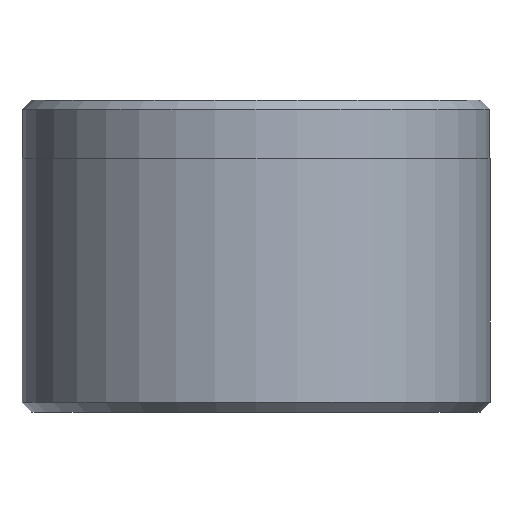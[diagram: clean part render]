
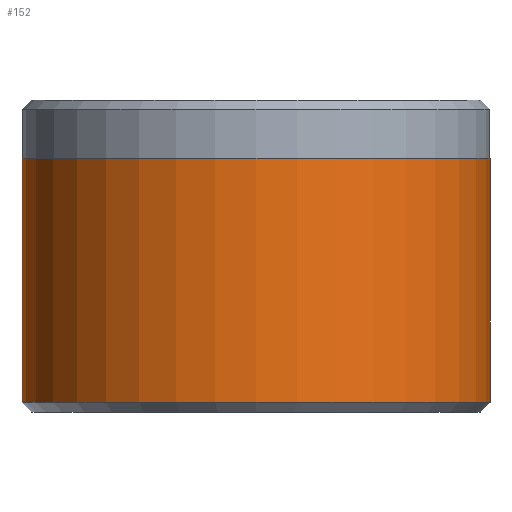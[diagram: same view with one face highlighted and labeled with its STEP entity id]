
A CAD part, front view. The second image highlights one B-rep face of the part: STEP entity #152.
In plain terms, the highlighted cylindrical face has radius 12 mm (diameter 24 mm), a partial arc.
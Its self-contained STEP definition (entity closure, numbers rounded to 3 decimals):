
#120 = DIRECTION ( 'NONE',  ( 1., 0., 0. ) ) ;
#152 = ADVANCED_FACE ( 'NONE', ( #857 ), #1186, .T. ) ;
#172 = CARTESIAN_POINT ( 'NONE',  ( -12., 0., 16. ) ) ;
#178 = DIRECTION ( 'NONE',  ( -1., 0., 0. ) ) ;
#182 = CARTESIAN_POINT ( 'NONE',  ( 0., 0., 16. ) ) ;
#250 = CARTESIAN_POINT ( 'NONE',  ( 0., 0., 0.5 ) ) ;
#252 = VERTEX_POINT ( 'NONE', #1006 ) ;
#332 = DIRECTION ( 'NONE',  ( 0., 0., -1. ) ) ;
#401 = DIRECTION ( 'NONE',  ( 1., 0., 0. ) ) ;
#465 = VERTEX_POINT ( 'NONE', #1453 ) ;
#548 = ORIENTED_EDGE ( 'NONE', *, *, #1395, .F. ) ;
#574 = EDGE_LOOP ( 'NONE', ( #1248, #548, #925, #1306 ) ) ;
#594 = VECTOR ( 'NONE', #1406, 1000. ) ;
#663 = AXIS2_PLACEMENT_3D ( 'NONE', #250, #1247, #401 ) ;
#847 = AXIS2_PLACEMENT_3D ( 'NONE', #182, #332, #178 ) ;
#857 = FACE_OUTER_BOUND ( 'NONE', #574, .T. ) ;
#886 = VERTEX_POINT ( 'NONE', #1038 ) ;
#925 = ORIENTED_EDGE ( 'NONE', *, *, #1185, .T. ) ;
#966 = VECTOR ( 'NONE', #1170, 1000. ) ;
#968 = LINE ( 'NONE', #978, #594 ) ;
#978 = CARTESIAN_POINT ( 'NONE',  ( 12., 0., 16. ) ) ;
#984 = DIRECTION ( 'NONE',  ( 0., 0., 1. ) ) ;
#1006 = CARTESIAN_POINT ( 'NONE',  ( -12., 0., 0.5 ) ) ;
#1038 = CARTESIAN_POINT ( 'NONE',  ( 12., 0., 0.5 ) ) ;
#1051 = CIRCLE ( 'NONE', #663, 12. ) ;
#1089 = CARTESIAN_POINT ( 'NONE',  ( -12., 0., 13. ) ) ;
#1170 = DIRECTION ( 'NONE',  ( 0., 0., -1. ) ) ;
#1185 = EDGE_CURVE ( 'NONE', #1340, #252, #1768, .T. ) ;
#1186 = CYLINDRICAL_SURFACE ( 'NONE', #847, 12. ) ;
#1247 = DIRECTION ( 'NONE',  ( 0., 0., 1. ) ) ;
#1248 = ORIENTED_EDGE ( 'NONE', *, *, #1378, .F. ) ;
#1306 = ORIENTED_EDGE ( 'NONE', *, *, #1780, .T. ) ;
#1340 = VERTEX_POINT ( 'NONE', #1089 ) ;
#1378 = EDGE_CURVE ( 'NONE', #465, #886, #968, .T. ) ;
#1395 = EDGE_CURVE ( 'NONE', #1340, #465, #1725, .T. ) ;
#1406 = DIRECTION ( 'NONE',  ( 0., 0., -1. ) ) ;
#1453 = CARTESIAN_POINT ( 'NONE',  ( 12., 0., 13. ) ) ;
#1501 = AXIS2_PLACEMENT_3D ( 'NONE', #1836, #984, #120 ) ;
#1725 = CIRCLE ( 'NONE', #1501, 12. ) ;
#1768 = LINE ( 'NONE', #172, #966 ) ;
#1780 = EDGE_CURVE ( 'NONE', #252, #886, #1051, .T. ) ;
#1836 = CARTESIAN_POINT ( 'NONE',  ( 0., 0., 13. ) ) ;
